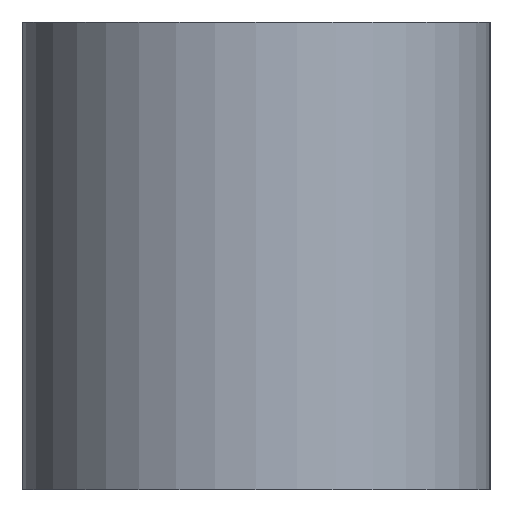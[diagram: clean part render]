
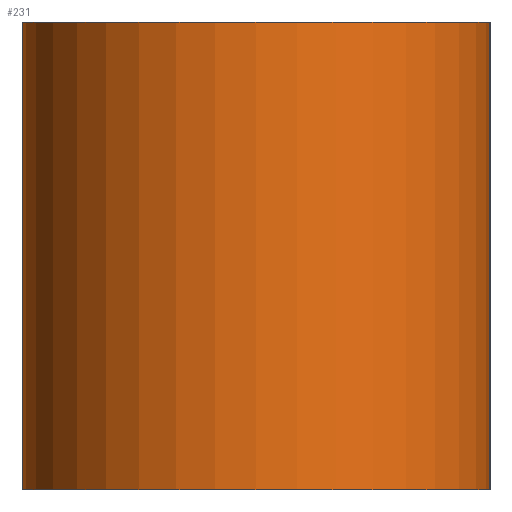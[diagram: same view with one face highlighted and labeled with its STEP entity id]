
A CAD part, left-side view. The second image highlights one B-rep face of the part: STEP entity #231.
In plain terms, the highlighted cylindrical face has radius 2 mm (diameter 4 mm), a partial arc.
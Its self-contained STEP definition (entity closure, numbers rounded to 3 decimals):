
#17=CYLINDRICAL_SURFACE('',#265,2.);
#23=CIRCLE('',#251,2.);
#28=CIRCLE('',#259,2.);
#41=FACE_OUTER_BOUND('',#57,.T.);
#57=EDGE_LOOP('',(#205,#206,#207,#208));
#73=LINE('',#371,#95);
#80=LINE('',#391,#102);
#95=VECTOR('',#303,10.);
#102=VECTOR('',#326,10.);
#111=VERTEX_POINT('',#354);
#112=VERTEX_POINT('',#356);
#117=VERTEX_POINT('',#370);
#120=VERTEX_POINT('',#378);
#134=EDGE_CURVE('',#112,#111,#23,.T.);
#141=EDGE_CURVE('',#112,#117,#73,.T.);
#145=EDGE_CURVE('',#117,#120,#28,.T.);
#152=EDGE_CURVE('',#111,#120,#80,.T.);
#205=ORIENTED_EDGE('',*,*,#134,.T.);
#206=ORIENTED_EDGE('',*,*,#152,.T.);
#207=ORIENTED_EDGE('',*,*,#145,.F.);
#208=ORIENTED_EDGE('',*,*,#141,.F.);
#231=ADVANCED_FACE('',(#41),#17,.T.);
#251=AXIS2_PLACEMENT_3D('',#357,#288,#289);
#259=AXIS2_PLACEMENT_3D('',#379,#310,#311);
#265=AXIS2_PLACEMENT_3D('',#392,#327,#328);
#288=DIRECTION('center_axis',(0.,0.,
-1.));
#289=DIRECTION('ref_axis',(-1.,0.,0.));
#303=DIRECTION('',(0.,0.,-1.));
#310=DIRECTION('center_axis',(0.,0.,
-1.));
#311=DIRECTION('ref_axis',(-1.,0.,0.));
#326=DIRECTION('',(0.,0.,-1.));
#327=DIRECTION('center_axis',(0.,0.,-1.));
#328=DIRECTION('ref_axis',(-1.,0.,0.));
#354=CARTESIAN_POINT('',(-7.148,0.524,8.));
#356=CARTESIAN_POINT('',(-7.148,-3.476,8.));
#357=CARTESIAN_POINT('Origin',(-7.148,-1.476,8.));
#370=CARTESIAN_POINT('',(-7.148,-3.476,4.));
#371=CARTESIAN_POINT('',(-7.148,-3.476,8.));
#378=CARTESIAN_POINT('',(-7.148,0.524,4.));
#379=CARTESIAN_POINT('Origin',(-7.148,-1.476,4.));
#391=CARTESIAN_POINT('',(-7.148,0.524,8.));
#392=CARTESIAN_POINT('Origin',(-7.148,-1.476,8.));
